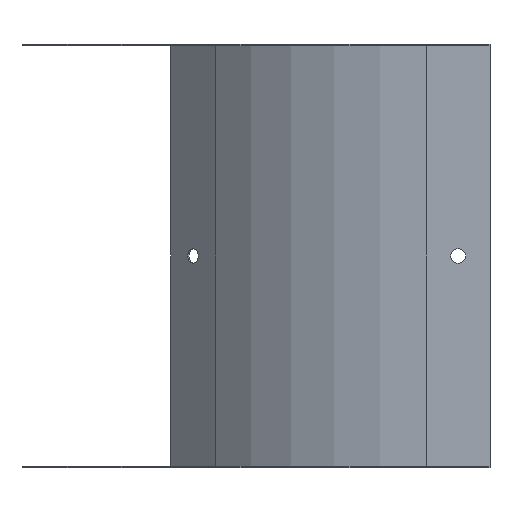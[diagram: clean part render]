
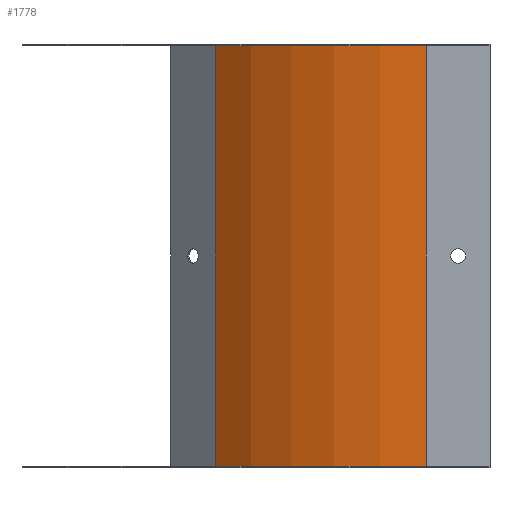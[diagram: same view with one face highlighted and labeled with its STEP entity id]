
A CAD part, left-side view. The second image highlights one B-rep face of the part: STEP entity #1778.
In plain terms, the highlighted cylindrical face has radius 140.8 mm (diameter 281.6 mm), a partial arc.
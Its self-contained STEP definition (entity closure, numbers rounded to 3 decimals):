
#70 = AXIS2_PLACEMENT_3D ( 'NONE', #209, #214, #225 ) ;
#209 = CARTESIAN_POINT ( 'NONE',  ( 240., 30.048, -199.2 ) ) ;
#214 = DIRECTION ( 'NONE',  ( 0., 0., 1. ) ) ;
#225 = DIRECTION ( 'NONE',  ( 1., 0., 0. ) ) ;
#284 = DIRECTION ( 'NONE',  ( -1., 0., 0. ) ) ;
#285 = DIRECTION ( 'NONE',  ( 0., 0., 1. ) ) ;
#289 = CARTESIAN_POINT ( 'NONE',  ( 240., 30.048, 0. ) ) ;
#338 = DIRECTION ( 'NONE',  ( 0., 0., 1. ) ) ;
#342 = CARTESIAN_POINT ( 'NONE',  ( 99.2, 30.048, -199.2 ) ) ;
#436 = ORIENTED_EDGE ( 'NONE', *, *, #780, .F. ) ;
#437 = ORIENTED_EDGE ( 'NONE', *, *, #757, .T. ) ;
#438 = ORIENTED_EDGE ( 'NONE', *, *, #838, .T. ) ;
#439 = ORIENTED_EDGE ( 'NONE', *, *, #836, .F. ) ;
#700 = LINE ( 'NONE', #342, #702 ) ;
#702 = VECTOR ( 'NONE', #338, 1000. ) ;
#725 = AXIS2_PLACEMENT_3D ( 'NONE', #1619, #1618, #1622 ) ;
#744 = AXIS2_PLACEMENT_3D ( 'NONE', #289, #285, #284 ) ;
#757 = EDGE_CURVE ( 'NONE', #958, #951, #700, .T. ) ;
#780 = EDGE_CURVE ( 'NONE', #1029, #951, #1074, .T. ) ;
#836 = EDGE_CURVE ( 'NONE', #980, #1029, #1162, .T. ) ;
#838 = EDGE_CURVE ( 'NONE', #980, #958, #1168, .T. ) ;
#878 = EDGE_LOOP ( 'NONE', ( #439, #438, #437, #436 ) ) ;
#951 = VERTEX_POINT ( 'NONE', #1705 ) ;
#958 = VERTEX_POINT ( 'NONE', #1720 ) ;
#980 = VERTEX_POINT ( 'NONE', #1603 ) ;
#1029 = VERTEX_POINT ( 'NONE', #1540 ) ;
#1074 = CIRCLE ( 'NONE', #744, 140.8 ) ;
#1162 = LINE ( 'NONE', #1620, #1169 ) ;
#1168 = CIRCLE ( 'NONE', #725, 140.8 ) ;
#1169 = VECTOR ( 'NONE', #1394, 1000. ) ;
#1320 = FACE_OUTER_BOUND ( 'NONE', #878, .T. ) ;
#1324 = CYLINDRICAL_SURFACE ( 'NONE', #70, 140.8 ) ;
#1394 = DIRECTION ( 'NONE',  ( 0., 0., 1. ) ) ;
#1540 = CARTESIAN_POINT ( 'NONE',  ( 140.439, 129.608, 0. ) ) ;
#1603 = CARTESIAN_POINT ( 'NONE',  ( 140.439, 129.608, -198.4 ) ) ;
#1618 = DIRECTION ( 'NONE',  ( 0., 0., 1. ) ) ;
#1619 = CARTESIAN_POINT ( 'NONE',  ( 240., 30.048, -198.4 ) ) ;
#1620 = CARTESIAN_POINT ( 'NONE',  ( 140.439, 129.608, -199.2 ) ) ;
#1622 = DIRECTION ( 'NONE',  ( 1., 0., 0. ) ) ;
#1705 = CARTESIAN_POINT ( 'NONE',  ( 99.2, 30.048, 0. ) ) ;
#1720 = CARTESIAN_POINT ( 'NONE',  ( 99.2, 30.048, -198.4 ) ) ;
#1778 = ADVANCED_FACE ( 'NONE', ( #1320 ), #1324, .T. ) ;
